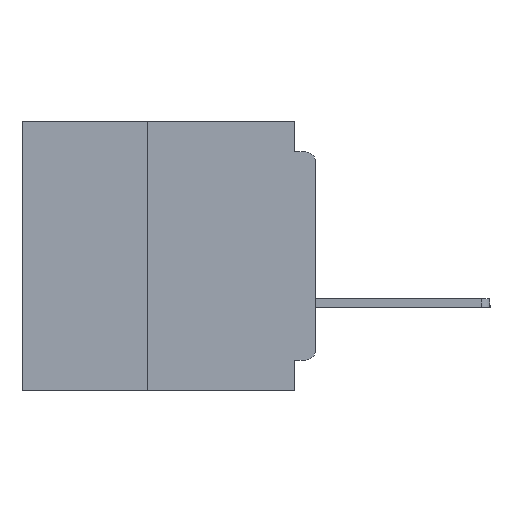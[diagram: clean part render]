
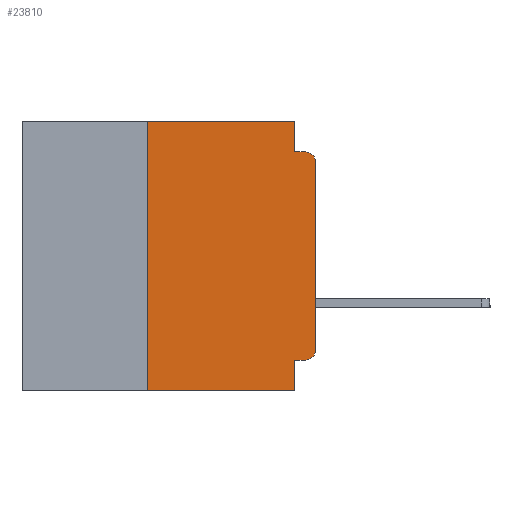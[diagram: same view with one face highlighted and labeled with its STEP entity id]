
A CAD part, left-side view. The second image highlights one B-rep face of the part: STEP entity #23810.
In plain terms, the highlighted planar face has unit normal (-1, 0, 0).
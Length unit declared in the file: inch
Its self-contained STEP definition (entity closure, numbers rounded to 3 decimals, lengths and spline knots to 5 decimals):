
#159 = CARTESIAN_POINT ( 'NONE',  ( 0., 0.25, -0.4 ) ) ;
#337 = DIRECTION ( 'NONE',  ( -1., 0., 0. ) ) ;
#480 = CARTESIAN_POINT ( 'NONE',  ( 0., 0.031, -0.4 ) ) ;
#962 = VECTOR ( 'NONE', #23142, 39.37008 ) ;
#966 = VECTOR ( 'NONE', #7601, 39.37008 ) ;
#1531 = LINE ( 'NONE', #29681, #22823 ) ;
#1936 = LINE ( 'NONE', #16975, #9349 ) ;
#2521 = AXIS2_PLACEMENT_3D ( 'NONE', #8690, #28102, #11538 ) ;
#2629 = VERTEX_POINT ( 'NONE', #6099 ) ;
#2679 = VECTOR ( 'NONE', #22652, 39.37008 ) ;
#3312 = DIRECTION ( 'NONE',  ( 0., 0., -1. ) ) ;
#3314 = ORIENTED_EDGE ( 'NONE', *, *, #16781, .F. ) ;
#3863 = DIRECTION ( 'NONE',  ( 0., 0., -1. ) ) ;
#4825 = AXIS2_PLACEMENT_3D ( 'NONE', #14937, #20477, #3863 ) ;
#6099 = CARTESIAN_POINT ( 'NONE',  ( 0., 0.031, -0.045 ) ) ;
#6130 = VERTEX_POINT ( 'NONE', #17346 ) ;
#6838 = EDGE_CURVE ( 'NONE', #31734, #20972, #1936, .T. ) ;
#7390 = EDGE_CURVE ( 'NONE', #15511, #20972, #33591, .T. ) ;
#7601 = DIRECTION ( 'NONE',  ( 0., -1., 0. ) ) ;
#7615 = ORIENTED_EDGE ( 'NONE', *, *, #29537, .F. ) ;
#7981 = VERTEX_POINT ( 'NONE', #28019 ) ;
#8126 = EDGE_CURVE ( 'NONE', #12635, #2629, #30513, .T. ) ;
#8690 = CARTESIAN_POINT ( 'NONE',  ( 0., 0.015, -0.06 ) ) ;
#9349 = VECTOR ( 'NONE', #11406, 39.37008 ) ;
#11306 = DIRECTION ( 'NONE',  ( 0., 0., 1. ) ) ;
#11367 = EDGE_CURVE ( 'NONE', #13530, #7981, #29605, .T. ) ;
#11406 = DIRECTION ( 'NONE',  ( 0., -1., 0. ) ) ;
#11538 = DIRECTION ( 'NONE',  ( 0., 0., -1. ) ) ;
#11614 = FACE_OUTER_BOUND ( 'NONE', #19029, .T. ) ;
#12635 = VERTEX_POINT ( 'NONE', #15330 ) ;
#12836 = ORIENTED_EDGE ( 'NONE', *, *, #11367, .T. ) ;
#13530 = VERTEX_POINT ( 'NONE', #24934 ) ;
#14937 = CARTESIAN_POINT ( 'NONE',  ( 0., 0.437, 0. ) ) ;
#15330 = CARTESIAN_POINT ( 'NONE',  ( 0., 0.031, 0. ) ) ;
#15477 = ORIENTED_EDGE ( 'NONE', *, *, #7390, .F. ) ;
#15511 = VERTEX_POINT ( 'NONE', #19915 ) ;
#15873 = DIRECTION ( 'NONE',  ( 0., 0., 1. ) ) ;
#16625 = LINE ( 'NONE', #28232, #2679 ) ;
#16781 = EDGE_CURVE ( 'NONE', #25166, #15511, #29152, .T. ) ;
#16975 = CARTESIAN_POINT ( 'NONE',  ( 0., 0.437, -0.4 ) ) ;
#17057 = CARTESIAN_POINT ( 'NONE',  ( 0., 0.015, -0.34 ) ) ;
#17345 = AXIS2_PLACEMENT_3D ( 'NONE', #17057, #337, #19800 ) ;
#17346 = CARTESIAN_POINT ( 'NONE',  ( 0., 0.25, 0. ) ) ;
#17635 = ORIENTED_EDGE ( 'NONE', *, *, #6838, .T. ) ;
#18089 = ORIENTED_EDGE ( 'NONE', *, *, #21900, .T. ) ;
#18868 = VECTOR ( 'NONE', #3312, 39.37008 ) ;
#19029 = EDGE_LOOP ( 'NONE', ( #19347, #12836, #30196, #27150, #7615, #29775, #17635, #15477, #3314, #18089 ) ) ;
#19347 = ORIENTED_EDGE ( 'NONE', *, *, #35980, .T. ) ;
#19800 = DIRECTION ( 'NONE',  ( 0., 0., -1. ) ) ;
#19915 = CARTESIAN_POINT ( 'NONE',  ( 0., 0.031, -0.355 ) ) ;
#20361 = PLANE ( 'NONE',  #4825 ) ;
#20477 = DIRECTION ( 'NONE',  ( 1., 0., 0. ) ) ;
#20658 = VECTOR ( 'NONE', #11306, 39.37008 ) ;
#20972 = VERTEX_POINT ( 'NONE', #23957 ) ;
#21206 = CIRCLE ( 'NONE', #17345, 0.015 ) ;
#21900 = EDGE_CURVE ( 'NONE', #25166, #28998, #21206, .T. ) ;
#22272 = LINE ( 'NONE', #24204, #966 ) ;
#22652 = DIRECTION ( 'NONE',  ( 0., -1., 0. ) ) ;
#22823 = VECTOR ( 'NONE', #15873, 39.37008 ) ;
#23142 = DIRECTION ( 'NONE',  ( 0., 0., -1. ) ) ;
#23214 = CARTESIAN_POINT ( 'NONE',  ( 0., 0., -0.355 ) ) ;
#23810 = ADVANCED_FACE ( 'NONE', ( #11614 ), #20361, .F. ) ;
#23957 = CARTESIAN_POINT ( 'NONE',  ( 0., 0.031, -0.4 ) ) ;
#24204 = CARTESIAN_POINT ( 'NONE',  ( 0., 0., -0.045 ) ) ;
#24934 = CARTESIAN_POINT ( 'NONE',  ( 0., 0., -0.06 ) ) ;
#25166 = VERTEX_POINT ( 'NONE', #29614 ) ;
#25827 = EDGE_CURVE ( 'NONE', #2629, #7981, #22272, .T. ) ;
#27150 = ORIENTED_EDGE ( 'NONE', *, *, #8126, .F. ) ;
#27417 = VECTOR ( 'NONE', #34252, 39.37008 ) ;
#28019 = CARTESIAN_POINT ( 'NONE',  ( 0., 0.015, -0.045 ) ) ;
#28045 = LINE ( 'NONE', #159, #20658 ) ;
#28102 = DIRECTION ( 'NONE',  ( -1., 0., 0. ) ) ;
#28232 = CARTESIAN_POINT ( 'NONE',  ( 0., 0.437, 0. ) ) ;
#28998 = VERTEX_POINT ( 'NONE', #31409 ) ;
#29152 = LINE ( 'NONE', #23214, #27417 ) ;
#29537 = EDGE_CURVE ( 'NONE', #6130, #12635, #16625, .T. ) ;
#29605 = CIRCLE ( 'NONE', #2521, 0.015 ) ;
#29614 = CARTESIAN_POINT ( 'NONE',  ( 0., 0.015, -0.355 ) ) ;
#29681 = CARTESIAN_POINT ( 'NONE',  ( 0., 0., 0. ) ) ;
#29775 = ORIENTED_EDGE ( 'NONE', *, *, #33512, .F. ) ;
#30156 = CARTESIAN_POINT ( 'NONE',  ( 0., 0.25, -0.4 ) ) ;
#30196 = ORIENTED_EDGE ( 'NONE', *, *, #25827, .F. ) ;
#30513 = LINE ( 'NONE', #31394, #962 ) ;
#31394 = CARTESIAN_POINT ( 'NONE',  ( 0., 0.031, 0. ) ) ;
#31409 = CARTESIAN_POINT ( 'NONE',  ( 0., 0., -0.34 ) ) ;
#31734 = VERTEX_POINT ( 'NONE', #30156 ) ;
#33512 = EDGE_CURVE ( 'NONE', #31734, #6130, #28045, .T. ) ;
#33591 = LINE ( 'NONE', #480, #18868 ) ;
#34252 = DIRECTION ( 'NONE',  ( 0., 1., 0. ) ) ;
#35980 = EDGE_CURVE ( 'NONE', #28998, #13530, #1531, .T. ) ;
